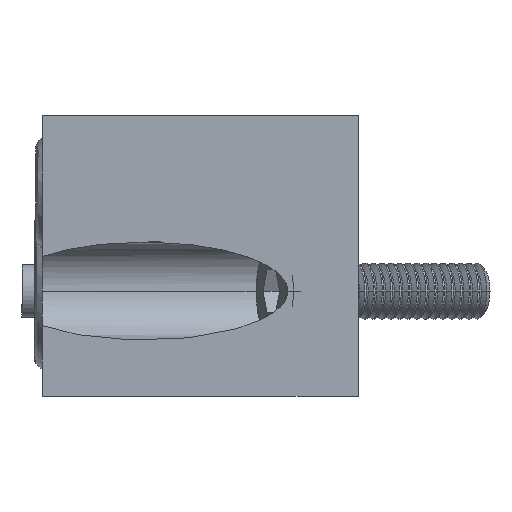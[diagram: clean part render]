
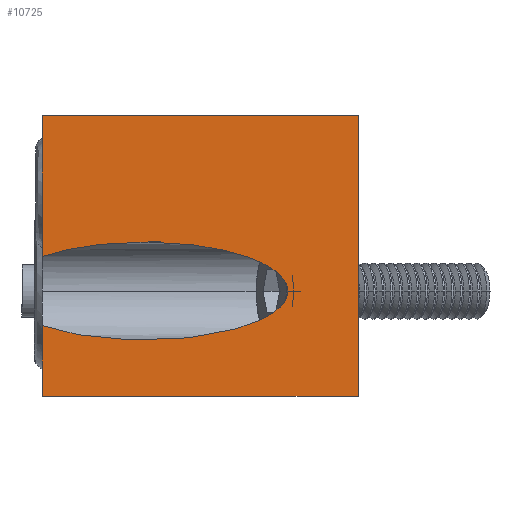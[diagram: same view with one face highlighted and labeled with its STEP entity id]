
A CAD part, left-side view. The second image highlights one B-rep face of the part: STEP entity #10725.
In plain terms, the highlighted planar face has unit normal (-1, 0, 0).
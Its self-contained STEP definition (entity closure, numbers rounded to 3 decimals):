
#233 = VECTOR ( 'NONE', #6174, 1000. ) ;
#269 = LINE ( 'NONE', #1937, #11042 ) ;
#1365 = CARTESIAN_POINT ( 'NONE',  ( 10.114, 43.566, 47.38 ) ) ;
#1435 = EDGE_CURVE ( 'NONE', #17239, #17520, #7853, .T. ) ;
#1512 = VERTEX_POINT ( 'NONE', #10841 ) ;
#1937 = CARTESIAN_POINT ( 'NONE',  ( 10.114, 38.57, 59.88 ) ) ;
#1947 = EDGE_LOOP ( 'NONE', ( #17692, #8144, #17129, #11517, #3627, #8276, #13658 ) ) ;
#1987 = CARTESIAN_POINT ( 'NONE',  ( 10.114, 61.07, 49.843 ) ) ;
#2370 = FACE_OUTER_BOUND ( 'NONE', #1947, .T. ) ;
#3134 = CARTESIAN_POINT ( 'NONE',  ( 10.114, 61.07, 59.88 ) ) ;
#3627 = ORIENTED_EDGE ( 'NONE', *, *, #15797, .F. ) ;
#3651 = CARTESIAN_POINT ( 'NONE',  ( 10.114, 43.566, 47.38 ) ) ;
#4135 = VECTOR ( 'NONE', #4995, 1000. ) ;
#4293 =( BOUNDED_CURVE ( )  B_SPLINE_CURVE ( 3, ( #4487, #7274, #10387, #1987 ),
 .UNSPECIFIED., .F., .F. ) 
 B_SPLINE_CURVE_WITH_KNOTS ( ( 4, 4 ),
 ( 3.142, 5.503 ),
 .UNSPECIFIED. ) 
 CURVE ( )  GEOMETRIC_REPRESENTATION_ITEM ( )  RATIONAL_B_SPLINE_CURVE ( ( 1., 0.587, 0.587, 1. ) ) 
 REPRESENTATION_ITEM ( '' )  );
#4487 = CARTESIAN_POINT ( 'NONE',  ( 10.114, 43.566, 47.38 ) ) ;
#4627 = EDGE_CURVE ( 'NONE', #17520, #1512, #6383, .T. ) ;
#4995 = DIRECTION ( 'NONE',  ( 0., -1., 0. ) ) ;
#5170 = PLANE ( 'NONE',  #7397 ) ;
#5272 = EDGE_CURVE ( 'NONE', #10861, #13885, #11502, .T. ) ;
#5482 = DIRECTION ( 'NONE',  ( 0., 0., 1. ) ) ;
#6138 = LINE ( 'NONE', #3134, #9481 ) ;
#6174 = DIRECTION ( 'NONE',  ( 0., 0., 1. ) ) ;
#6178 = EDGE_CURVE ( 'NONE', #14606, #1512, #269, .T. ) ;
#6383 = LINE ( 'NONE', #16751, #17190 ) ;
#6673 = VERTEX_POINT ( 'NONE', #11054 ) ;
#6682 = DIRECTION ( 'NONE',  ( 1., 0., 0. ) ) ;
#7274 = CARTESIAN_POINT ( 'NONE',  ( 10.114, 43.566, 51.057 ) ) ;
#7397 = AXIS2_PLACEMENT_3D ( 'NONE', #15138, #6682, #16560 ) ;
#7781 = CARTESIAN_POINT ( 'NONE',  ( 10.114, 53.507, 42.305 ) ) ;
#7853 = LINE ( 'NONE', #13717, #4135 ) ;
#8144 = ORIENTED_EDGE ( 'NONE', *, *, #1435, .T. ) ;
#8276 = ORIENTED_EDGE ( 'NONE', *, *, #9409, .F. ) ;
#9222 = CARTESIAN_POINT ( 'NONE',  ( 10.114, 43.566, 43.704 ) ) ;
#9409 = EDGE_CURVE ( 'NONE', #13885, #6673, #4293, .T. ) ;
#9481 = VECTOR ( 'NONE', #14353, 1000. ) ;
#10387 = CARTESIAN_POINT ( 'NONE',  ( 10.114, 53.507, 52.455 ) ) ;
#10725 = ADVANCED_FACE ( 'NONE', ( #2370 ), #5170, .F. ) ;
#10841 = CARTESIAN_POINT ( 'NONE',  ( 10.114, 38.57, 59.88 ) ) ;
#10861 = VERTEX_POINT ( 'NONE', #15479 ) ;
#10936 = CARTESIAN_POINT ( 'NONE',  ( 10.114, 61.07, 59.88 ) ) ;
#11042 = VECTOR ( 'NONE', #11759, 1000. ) ;
#11054 = CARTESIAN_POINT ( 'NONE',  ( 10.114, 61.07, 49.843 ) ) ;
#11502 =( BOUNDED_CURVE ( )  B_SPLINE_CURVE ( 3, ( #12050, #7781, #9222, #3651 ),
 .UNSPECIFIED., .F., .T. ) 
 B_SPLINE_CURVE_WITH_KNOTS ( ( 4, 4 ),
 ( 0.78, 3.142 ),
 .UNSPECIFIED. ) 
 CURVE ( )  GEOMETRIC_REPRESENTATION_ITEM ( )  RATIONAL_B_SPLINE_CURVE ( ( 1., 0.587, 0.587, 1. ) ) 
 REPRESENTATION_ITEM ( '' )  );
#11517 = ORIENTED_EDGE ( 'NONE', *, *, #6178, .F. ) ;
#11759 = DIRECTION ( 'NONE',  ( 0., -1., 0. ) ) ;
#11917 = EDGE_CURVE ( 'NONE', #17239, #10861, #15207, .T. ) ;
#12050 = CARTESIAN_POINT ( 'NONE',  ( 10.114, 61.07, 44.918 ) ) ;
#13658 = ORIENTED_EDGE ( 'NONE', *, *, #5272, .F. ) ;
#13717 = CARTESIAN_POINT ( 'NONE',  ( 10.114, 38.57, 39.88 ) ) ;
#13885 = VERTEX_POINT ( 'NONE', #1365 ) ;
#14353 = DIRECTION ( 'NONE',  ( 0., 0., 1. ) ) ;
#14606 = VERTEX_POINT ( 'NONE', #10936 ) ;
#14627 = CARTESIAN_POINT ( 'NONE',  ( 10.114, 61.07, 59.88 ) ) ;
#15138 = CARTESIAN_POINT ( 'NONE',  ( 10.114, 38.57, 39.88 ) ) ;
#15207 = LINE ( 'NONE', #14627, #233 ) ;
#15479 = CARTESIAN_POINT ( 'NONE',  ( 10.114, 61.07, 44.918 ) ) ;
#15729 = CARTESIAN_POINT ( 'NONE',  ( 10.114, 61.07, 39.88 ) ) ;
#15797 = EDGE_CURVE ( 'NONE', #6673, #14606, #6138, .T. ) ;
#16489 = CARTESIAN_POINT ( 'NONE',  ( 10.114, 38.57, 39.88 ) ) ;
#16560 = DIRECTION ( 'NONE',  ( 0., 0., -1. ) ) ;
#16751 = CARTESIAN_POINT ( 'NONE',  ( 10.114, 38.57, 59.88 ) ) ;
#17129 = ORIENTED_EDGE ( 'NONE', *, *, #4627, .T. ) ;
#17190 = VECTOR ( 'NONE', #5482, 1000. ) ;
#17239 = VERTEX_POINT ( 'NONE', #15729 ) ;
#17520 = VERTEX_POINT ( 'NONE', #16489 ) ;
#17692 = ORIENTED_EDGE ( 'NONE', *, *, #11917, .F. ) ;
